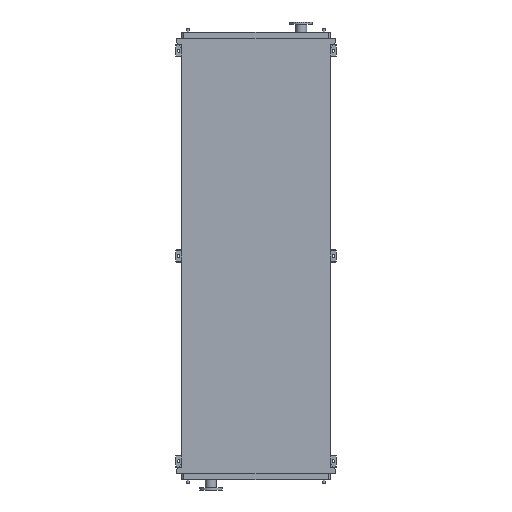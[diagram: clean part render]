
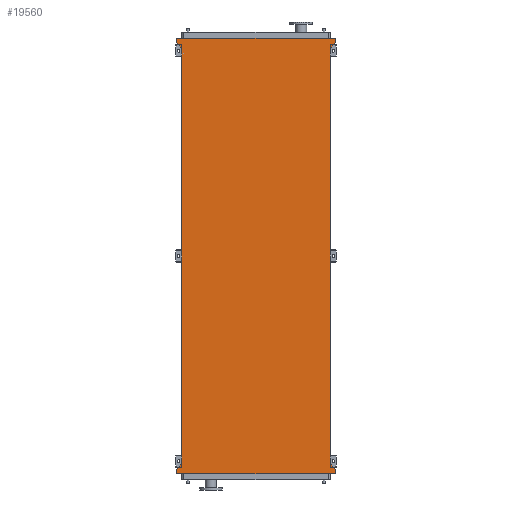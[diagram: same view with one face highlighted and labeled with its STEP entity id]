
A CAD part, front view. The second image highlights one B-rep face of the part: STEP entity #19560.
In plain terms, the highlighted planar face has unit normal (0, -1, 0).
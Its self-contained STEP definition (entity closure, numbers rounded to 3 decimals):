
#576 = CARTESIAN_POINT ( 'NONE',  ( -771., 0., -4145. ) ) ;
#721 = DIRECTION ( 'NONE',  ( 0.655, 0., -0.755 ) ) ;
#1603 = DIRECTION ( 'NONE',  ( -0.655, 0., 0.755 ) ) ;
#1726 = CARTESIAN_POINT ( 'NONE',  ( -725., 0., -4050. ) ) ;
#1806 = DIRECTION ( 'NONE',  ( 0., -1., 0. ) ) ;
#2039 = EDGE_CURVE ( 'NONE', #12638, #8474, #3703, .T. ) ;
#2105 = ORIENTED_EDGE ( 'NONE', *, *, #21016, .F. ) ;
#2118 = EDGE_CURVE ( 'NONE', #8961, #17309, #16875, .T. ) ;
#2279 = DIRECTION ( 'NONE',  ( 1., 0., 0. ) ) ;
#2802 = LINE ( 'NONE', #23896, #16561 ) ;
#3069 = CARTESIAN_POINT ( 'NONE',  ( 771., 0., -4145. ) ) ;
#3138 = LINE ( 'NONE', #19116, #16896 ) ;
#3703 = LINE ( 'NONE', #22243, #13066 ) ;
#4062 = ORIENTED_EDGE ( 'NONE', *, *, #4932, .F. ) ;
#4190 = CARTESIAN_POINT ( 'NONE',  ( 771., 0., 53. ) ) ;
#4453 = CARTESIAN_POINT ( 'NONE',  ( 725., 0., -4050. ) ) ;
#4775 = EDGE_CURVE ( 'NONE', #23091, #8474, #11772, .T. ) ;
#4932 = EDGE_CURVE ( 'NONE', #12638, #12133, #13813, .T. ) ;
#4985 = CARTESIAN_POINT ( 'NONE',  ( 771., 0., -4145. ) ) ;
#5018 = VERTEX_POINT ( 'NONE', #15820 ) ;
#5478 = ORIENTED_EDGE ( 'NONE', *, *, #18248, .F. ) ;
#6260 = CARTESIAN_POINT ( 'NONE',  ( -771., 0., -4103. ) ) ;
#6327 = ORIENTED_EDGE ( 'NONE', *, *, #23606, .F. ) ;
#6633 = AXIS2_PLACEMENT_3D ( 'NONE', #1726, #1806, #14891 ) ;
#6639 = LINE ( 'NONE', #23764, #17152 ) ;
#6821 = VECTOR ( 'NONE', #18676, 1000. ) ;
#7182 = ORIENTED_EDGE ( 'NONE', *, *, #9083, .F. ) ;
#7624 = LINE ( 'NONE', #12289, #13765 ) ;
#7774 = DIRECTION ( 'NONE',  ( 0., 0., 1. ) ) ;
#8117 = DIRECTION ( 'NONE',  ( 0.655, 0., 0.755 ) ) ;
#8142 = CARTESIAN_POINT ( 'NONE',  ( -725., 0., -4050. ) ) ;
#8403 = CARTESIAN_POINT ( 'NONE',  ( 725., 0., -4050. ) ) ;
#8474 = VERTEX_POINT ( 'NONE', #20393 ) ;
#8522 = DIRECTION ( 'NONE',  ( 0., 0., 1. ) ) ;
#8961 = VERTEX_POINT ( 'NONE', #3069 ) ;
#9083 = EDGE_CURVE ( 'NONE', #19267, #5018, #15029, .T. ) ;
#9173 = DIRECTION ( 'NONE',  ( 0., 0., 1. ) ) ;
#9426 = VERTEX_POINT ( 'NONE', #15961 ) ;
#9922 = ORIENTED_EDGE ( 'NONE', *, *, #11384, .F. ) ;
#11178 = CARTESIAN_POINT ( 'NONE',  ( -771., 0., 95. ) ) ;
#11216 = LINE ( 'NONE', #6260, #21147 ) ;
#11384 = EDGE_CURVE ( 'NONE', #12539, #19267, #7624, .T. ) ;
#11565 = ORIENTED_EDGE ( 'NONE', *, *, #13402, .F. ) ;
#11759 = DIRECTION ( 'NONE',  ( 0., 0., 1. ) ) ;
#11772 = LINE ( 'NONE', #22365, #6821 ) ;
#12133 = VERTEX_POINT ( 'NONE', #16284 ) ;
#12289 = CARTESIAN_POINT ( 'NONE',  ( -725., 0., -4050. ) ) ;
#12539 = VERTEX_POINT ( 'NONE', #8142 ) ;
#12638 = VERTEX_POINT ( 'NONE', #8403 ) ;
#12656 = CARTESIAN_POINT ( 'NONE',  ( -771., 0., -4145. ) ) ;
#13066 = VECTOR ( 'NONE', #9173, 1000. ) ;
#13402 = EDGE_CURVE ( 'NONE', #13778, #9426, #3138, .T. ) ;
#13765 = VECTOR ( 'NONE', #8522, 1000. ) ;
#13775 = ORIENTED_EDGE ( 'NONE', *, *, #14193, .F. ) ;
#13778 = VERTEX_POINT ( 'NONE', #11178 ) ;
#13813 = LINE ( 'NONE', #4453, #23173 ) ;
#14033 = ORIENTED_EDGE ( 'NONE', *, *, #15993, .F. ) ;
#14193 = EDGE_CURVE ( 'NONE', #9426, #23091, #6639, .T. ) ;
#14445 = VECTOR ( 'NONE', #1603, 1000. ) ;
#14570 = DIRECTION ( 'NONE',  ( 0., 0., -1. ) ) ;
#14849 = CARTESIAN_POINT ( 'NONE',  ( -771., 0., -4103. ) ) ;
#14891 = DIRECTION ( 'NONE',  ( 0., 0., -1. ) ) ;
#15029 = LINE ( 'NONE', #23982, #14445 ) ;
#15280 = CARTESIAN_POINT ( 'NONE',  ( -771., 0., 53. ) ) ;
#15676 = VERTEX_POINT ( 'NONE', #14849 ) ;
#15820 = CARTESIAN_POINT ( 'NONE',  ( -771., 0., 53. ) ) ;
#15961 = CARTESIAN_POINT ( 'NONE',  ( 771., 0., 95. ) ) ;
#15993 = EDGE_CURVE ( 'NONE', #15676, #12539, #11216, .T. ) ;
#16045 = CARTESIAN_POINT ( 'NONE',  ( -725., 0., 0. ) ) ;
#16284 = CARTESIAN_POINT ( 'NONE',  ( 771., 0., -4103. ) ) ;
#16529 = LINE ( 'NONE', #15280, #21484 ) ;
#16561 = VECTOR ( 'NONE', #14570, 1000. ) ;
#16875 = LINE ( 'NONE', #4985, #21240 ) ;
#16896 = VECTOR ( 'NONE', #2279, 1000. ) ;
#17152 = VECTOR ( 'NONE', #21806, 1000. ) ;
#17309 = VERTEX_POINT ( 'NONE', #12656 ) ;
#18053 = DIRECTION ( 'NONE',  ( -1., 0., 0. ) ) ;
#18248 = EDGE_CURVE ( 'NONE', #17309, #15676, #22522, .T. ) ;
#18676 = DIRECTION ( 'NONE',  ( -0.655, 0., -0.755 ) ) ;
#19116 = CARTESIAN_POINT ( 'NONE',  ( -771., 0., 95. ) ) ;
#19267 = VERTEX_POINT ( 'NONE', #16045 ) ;
#19304 = EDGE_LOOP ( 'NONE', ( #23748, #19693, #13775, #11565, #6327, #7182, #9922, #14033, #5478, #20798, #2105, #4062 ) ) ;
#19560 = ADVANCED_FACE ( 'NONE', ( #24217 ), #20418, .T. ) ;
#19693 = ORIENTED_EDGE ( 'NONE', *, *, #4775, .F. ) ;
#20393 = CARTESIAN_POINT ( 'NONE',  ( 725., 0., 0. ) ) ;
#20418 = PLANE ( 'NONE',  #6633 ) ;
#20798 = ORIENTED_EDGE ( 'NONE', *, *, #2118, .F. ) ;
#21016 = EDGE_CURVE ( 'NONE', #12133, #8961, #2802, .T. ) ;
#21147 = VECTOR ( 'NONE', #8117, 1000. ) ;
#21240 = VECTOR ( 'NONE', #18053, 1000. ) ;
#21484 = VECTOR ( 'NONE', #7774, 1000. ) ;
#21806 = DIRECTION ( 'NONE',  ( 0., 0., -1. ) ) ;
#22243 = CARTESIAN_POINT ( 'NONE',  ( 725., 0., -4050. ) ) ;
#22365 = CARTESIAN_POINT ( 'NONE',  ( 771., 0., 53. ) ) ;
#22522 = LINE ( 'NONE', #576, #23107 ) ;
#23091 = VERTEX_POINT ( 'NONE', #4190 ) ;
#23107 = VECTOR ( 'NONE', #11759, 1000. ) ;
#23173 = VECTOR ( 'NONE', #721, 1000. ) ;
#23606 = EDGE_CURVE ( 'NONE', #5018, #13778, #16529, .T. ) ;
#23748 = ORIENTED_EDGE ( 'NONE', *, *, #2039, .T. ) ;
#23764 = CARTESIAN_POINT ( 'NONE',  ( 771., 0., 95. ) ) ;
#23896 = CARTESIAN_POINT ( 'NONE',  ( 771., 0., -4103. ) ) ;
#23982 = CARTESIAN_POINT ( 'NONE',  ( -725., 0., 0. ) ) ;
#24217 = FACE_OUTER_BOUND ( 'NONE', #19304, .T. ) ;
